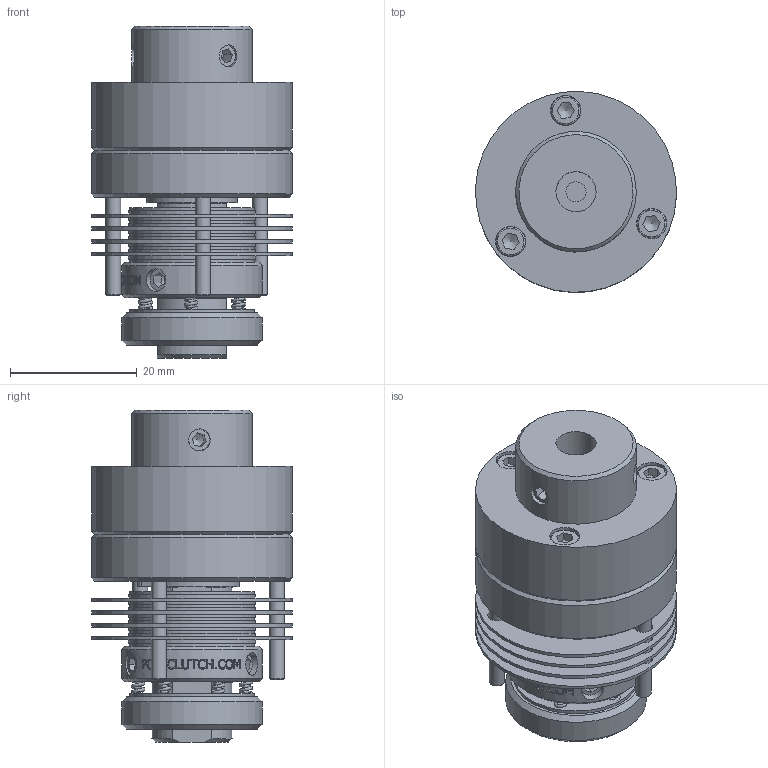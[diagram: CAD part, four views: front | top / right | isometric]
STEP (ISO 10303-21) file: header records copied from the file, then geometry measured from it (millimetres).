
FILE_DESCRIPTION((''),'2;1');
FILE_NAME('VAS20-4.stp','2013-03-19T11:00:17',('todlob'),(''),'Autodesk Inventor 2011','Autodesk Inventor 2011','');
FILE_SCHEMA(('AUTOMOTIVE_DESIGN { 1 0 10303 214 1 1 1 1 }'));
Length unit declared in the file: inch
Products named in the file (18): VAS20; V2011-; S1617-6A-2; S1621; S1615; S2013; 375X875; S1614-6; S1639; S1640; V2009; BEARING ADAPTOR; S2023; Type A - Hexagon Socket Set Screw - Cup Point - Inch 8-36 UNF x 0.32; 500 SHAFT; Type A - Hexagon Socket Set Screw - Cup Point - Inch 8-36 UNF x 0.19; 4-40 screw; Unbrako UNC Hex Socket Cap - Inch 4 x 1 - Unbrako
Assembly tree (42 placements, depth 3):
  VAS20
    V2011-
    S1617-6A-2
    S1621  x8
    S1615  x5
    S2013  x4
    375X875
    S1614-6  x6
    S1639
    S1640
    V2009
    BEARING ADAPTOR
    S2023  x3
    Type A - Hexagon Socket Set Screw - Cup Point - Inch 8-36 UNF x 0.32  x2
    500 SHAFT
    Type A - Hexagon Socket Set Screw - Cup Point - Inch 8-36 UNF x 0.19  x2
    4-40 screw  x3
      Unbrako UNC Hex Socket Cap - Inch 4 x 1 - Unbrako
Bounding box: 31.71 x 31.71 x 52.43 mm (x, y, z)
Volume: 22822 mm3; surface area: 26774.1 mm2
Topology: 41 solids, 41 shells, 1104 faces, 2594 edges, 1689 vertices
Faces by surface type: plane 726, cylinder 147, bspline 142, cone 47, sphere 36, torus 6
Full cylindrical faces by diameter (mm): 1.194 x2, 2.261 x6, 2.38 x3, 2.388 x3, 2.845 x6, 2.87 x12, 3.175 x4, 3.454 x2, 3.569 x2, 4.166 x4, 4.648 x3, 4.775 x3, 6.35 x2, 8.966 x1, 9.512 x2, 9.525 x1, 12.7 x2, 12.802 x8, 13.233 x2, 13.487 x4, 14.557 x2, 19.05 x3, 19.761 x6, 19.888 x4, 20.066 x8, 22.225 x5, 31.75 x6
Entity records: 52526 total; most frequent: CARTESIAN_POINT 31559, ORIENTED_EDGE 3982, DIRECTION 3932, EDGE_CURVE 1991, VERTEX_POINT 1408, AXIS2_PLACEMENT_3D 1378, EDGE_LOOP 1327, VECTOR 1176
